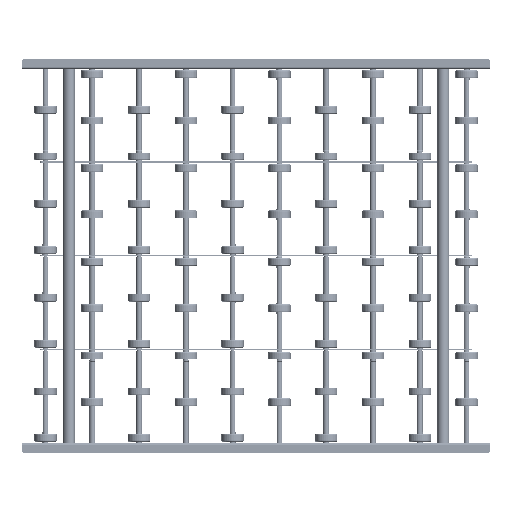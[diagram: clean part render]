
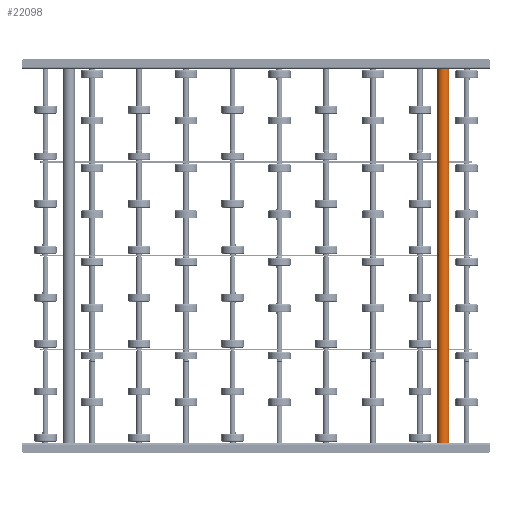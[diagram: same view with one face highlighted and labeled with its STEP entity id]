
A CAD part, front view. The second image highlights one B-rep face of the part: STEP entity #22098.
In plain terms, the highlighted cylindrical face has radius 12.5 mm (diameter 25 mm), a partial arc.
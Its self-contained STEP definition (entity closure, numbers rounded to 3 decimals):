
#160 = VERTEX_POINT ( 'NONE', #22308 ) ;
#740 = CARTESIAN_POINT ( 'NONE',  ( 799., 0., 0. ) ) ;
#1069 = EDGE_CURVE ( 'NONE', #12379, #9169, #21934, .T. ) ;
#1855 = AXIS2_PLACEMENT_3D ( 'NONE', #4779, #17231, #15819 ) ;
#2387 = VECTOR ( 'NONE', #10109, 1000. ) ;
#2535 = ORIENTED_EDGE ( 'NONE', *, *, #17001, .T. ) ;
#3661 = CARTESIAN_POINT ( 'NONE',  ( 799., 0., 12.5 ) ) ;
#4779 = CARTESIAN_POINT ( 'NONE',  ( 800., 0., 0. ) ) ;
#6137 = DIRECTION ( 'NONE',  ( 0., 0., -1. ) ) ;
#7897 = DIRECTION ( 'NONE',  ( -1., 0., 0. ) ) ;
#8443 = ORIENTED_EDGE ( 'NONE', *, *, #1069, .T. ) ;
#9169 = VERTEX_POINT ( 'NONE', #20426 ) ;
#9599 = EDGE_LOOP ( 'NONE', ( #22034, #11207, #8443, #2535 ) ) ;
#10079 = VECTOR ( 'NONE', #22157, 1000. ) ;
#10109 = DIRECTION ( 'NONE',  ( -1., 0., 0. ) ) ;
#10313 = EDGE_CURVE ( 'NONE', #160, #20476, #22778, .T. ) ;
#10443 = AXIS2_PLACEMENT_3D ( 'NONE', #20857, #22399, #20749 ) ;
#11207 = ORIENTED_EDGE ( 'NONE', *, *, #21863, .T. ) ;
#11610 = CIRCLE ( 'NONE', #18333, 12.5 ) ;
#12379 = VERTEX_POINT ( 'NONE', #3661 ) ;
#12393 = CARTESIAN_POINT ( 'NONE',  ( 1., 0., -12.5 ) ) ;
#15819 = DIRECTION ( 'NONE',  ( 0., 0., 1. ) ) ;
#17001 = EDGE_CURVE ( 'NONE', #9169, #20476, #17548, .T. ) ;
#17231 = DIRECTION ( 'NONE',  ( -1., 0., 0. ) ) ;
#17548 = CIRCLE ( 'NONE', #10443, 12.5 ) ;
#18333 = AXIS2_PLACEMENT_3D ( 'NONE', #740, #7897, #6137 ) ;
#18524 = CARTESIAN_POINT ( 'NONE',  ( 800., 0., 12.5 ) ) ;
#19338 = CYLINDRICAL_SURFACE ( 'NONE', #1855, 12.5 ) ;
#20426 = CARTESIAN_POINT ( 'NONE',  ( 1., 0., 12.5 ) ) ;
#20476 = VERTEX_POINT ( 'NONE', #12393 ) ;
#20749 = DIRECTION ( 'NONE',  ( 0., 0., -1. ) ) ;
#20857 = CARTESIAN_POINT ( 'NONE',  ( 1., 0., 0. ) ) ;
#21138 = CARTESIAN_POINT ( 'NONE',  ( 800., 0., -12.5 ) ) ;
#21863 = EDGE_CURVE ( 'NONE', #160, #12379, #11610, .T. ) ;
#21934 = LINE ( 'NONE', #18524, #10079 ) ;
#22034 = ORIENTED_EDGE ( 'NONE', *, *, #10313, .F. ) ;
#22098 = ADVANCED_FACE ( 'NONE', ( #22523 ), #19338, .T. ) ;
#22157 = DIRECTION ( 'NONE',  ( -1., 0., 0. ) ) ;
#22308 = CARTESIAN_POINT ( 'NONE',  ( 799., 0., -12.5 ) ) ;
#22399 = DIRECTION ( 'NONE',  ( 1., 0., 0. ) ) ;
#22523 = FACE_OUTER_BOUND ( 'NONE', #9599, .T. ) ;
#22778 = LINE ( 'NONE', #21138, #2387 ) ;
